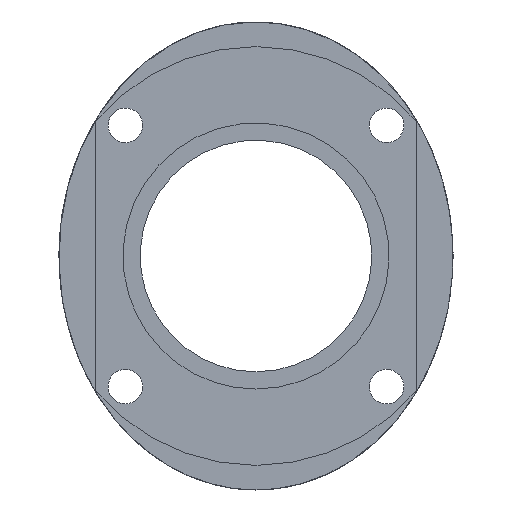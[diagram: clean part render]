
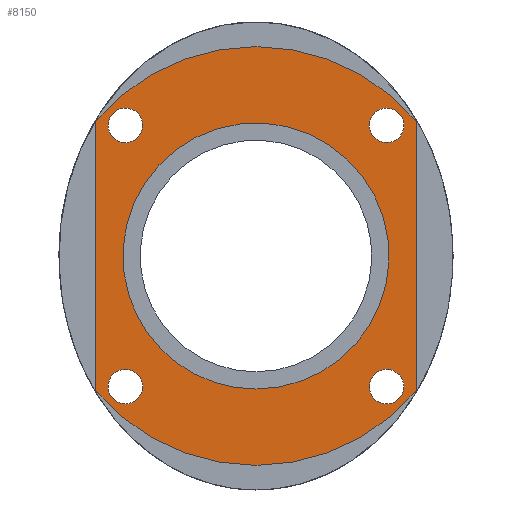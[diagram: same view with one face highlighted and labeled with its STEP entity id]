
A CAD part, left-side view. The second image highlights one B-rep face of the part: STEP entity #8150.
In plain terms, the highlighted planar face has unit normal (-1, 0, 0).
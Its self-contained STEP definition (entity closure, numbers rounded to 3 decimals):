
#7622=CARTESIAN_POINT('POINT447',(80.,
   -51.688,35.632));
#7623=VERTEX_POINT('VERTEX447',#7622);
#7631=CARTESIAN_POINT('POINT448',(80.,
   0.,-34.));
#7632=VERTEX_POINT('VERTEX448',#7631);
#7638=CARTESIAN_POINT('POS337',(80.,
   0.,20.));
#7639=DIRECTION('DIR544',(1.,0.,
   0.));
#7640=DIRECTION('DIR545',(0.,0.957,
   -0.289));
#7641=AXIS2_PLACEMENT_3D('AXIS208',#7638,#7639,#7640);
#7642=CIRCLE('ELLIPSE119',#7641,54.);
#7643=EDGE_CURVE('EDGE670',#7623,#7632,#7642,.T.);
#7653=CARTESIAN_POINT('POINT449',(80.,
   51.688,4.368));
#7654=VERTEX_POINT('VERTEX449',#7653);
#7663=EDGE_CURVE('EDGE672',#7654,#7623,#7642,.T.);
#7669=EDGE_CURVE('EDGE673',#7632,#7654,#7642,.T.);
#7678=CARTESIAN_POINT('POINT451',(80.,
   -59.204,69.728));
#7679=VERTEX_POINT('VERTEX451',#7678);
#7686=CARTESIAN_POINT('POINT452',(80.,
   -57.983,77.983));
#7687=VERTEX_POINT('VERTEX452',#7686);
#7688=CARTESIAN_POINT('POS341',(80.,
   -53.033,73.033));
#7689=DIRECTION('DIR550',(1.,0.,
   0.));
#7690=DIRECTION('DIR551',(0.,-0.882,
   -0.472));
#7691=AXIS2_PLACEMENT_3D('AXIS210',#7688,#7689,#7690);
#7692=CIRCLE('ELLIPSE120',#7691,7.);
#7693=EDGE_CURVE('EDGE675',#7687,#7679,#7692,.T.);
#7722=CARTESIAN_POINT('POINT455',(80.,
   -46.862,76.338));
#7723=VERTEX_POINT('VERTEX455',#7722);
#7730=EDGE_CURVE('EDGE680',#7679,#7723,#7692,.T.);
#7739=EDGE_CURVE('EDGE682',#7723,#7687,#7692,.T.);
#7746=CARTESIAN_POINT('POINT457',(80.,
   -49.728,-39.204));
#7747=VERTEX_POINT('VERTEX457',#7746);
#7754=CARTESIAN_POINT('POINT458',(80.,
   -57.983,-37.983));
#7755=VERTEX_POINT('VERTEX458',#7754);
#7756=CARTESIAN_POINT('POS346',(80.,
   -53.033,-33.033));
#7757=DIRECTION('DIR558',(1.,0.,
   0.));
#7758=DIRECTION('DIR559',(0.,0.472,
   -0.882));
#7759=AXIS2_PLACEMENT_3D('AXIS213',#7756,#7757,#7758);
#7760=CIRCLE('ELLIPSE122',#7759,7.);
#7761=EDGE_CURVE('EDGE684',#7755,#7747,#7760,.T.);
#7790=CARTESIAN_POINT('POINT461',(80.,
   -56.338,-26.862));
#7791=VERTEX_POINT('VERTEX461',#7790);
#7798=EDGE_CURVE('EDGE689',#7747,#7791,#7760,.T.);
#7807=EDGE_CURVE('EDGE691',#7791,#7755,#7760,.T.);
#7814=CARTESIAN_POINT('POINT463',(80.,
   59.204,-29.728));
#7815=VERTEX_POINT('VERTEX463',#7814);
#7822=CARTESIAN_POINT('POINT464',(80.,
   57.983,-37.983));
#7823=VERTEX_POINT('VERTEX464',#7822);
#7824=CARTESIAN_POINT('POS351',(80.,
   53.033,-33.033));
#7825=DIRECTION('DIR566',(1.,0.,
   0.));
#7826=DIRECTION('DIR567',(0.,0.882,
   0.472));
#7827=AXIS2_PLACEMENT_3D('AXIS216',#7824,#7825,#7826);
#7828=CIRCLE('ELLIPSE124',#7827,7.);
#7829=EDGE_CURVE('EDGE693',#7823,#7815,#7828,.T.);
#7858=CARTESIAN_POINT('POINT467',(80.,
   46.862,-36.338));
#7859=VERTEX_POINT('VERTEX467',#7858);
#7866=EDGE_CURVE('EDGE698',#7815,#7859,#7828,.T.);
#7875=EDGE_CURVE('EDGE700',#7859,#7823,#7828,.T.);
#7939=CARTESIAN_POINT('POINT471',(80.,
   -65.033,74.733));
#7940=VERTEX_POINT('VERTEX471',#7939);
#7958=CARTESIAN_POINT('POINT474',(80.,
   65.033,74.733));
#7959=VERTEX_POINT('VERTEX474',#7958);
#7966=CARTESIAN_POINT('POS362',(80.,
   0.,20.));
#7967=DIRECTION('DIR585',(-1.,0.,
   0.));
#7968=DIRECTION('DIR586',(0.,1.,
   0.));
#7969=AXIS2_PLACEMENT_3D('AXIS224',#7966,#7967,#7968);
#7970=CIRCLE('ELLIPSE130',#7969,85.);
#7971=EDGE_CURVE('EDGE710',#7959,#7940,#7970,.F.);
#7989=CARTESIAN_POINT('POINT476',(80.,
   65.033,-34.733));
#7990=VERTEX_POINT('VERTEX476',#7989);
#7997=CARTESIAN_POINT('POS366',(80.,
   65.033,20.));
#7998=DIRECTION('DIR591',(0.,0.,
   -1.));
#7999=VECTOR('VEC141',#7998,1.);
#8000=LINE('STRAIGHT141',#7997,#7999);
#8001=EDGE_CURVE('EDGE713',#7959,#7990,#8000,.T.);
#8022=CARTESIAN_POINT('POINT478',(80.,
   0.,-65.));
#8023=VERTEX_POINT('VERTEX478',#8022);
#8029=CARTESIAN_POINT('POS369',(80.,
   0.,20.));
#8030=DIRECTION('DIR596',(1.,0.,
   0.));
#8031=DIRECTION('DIR597',(0.,-0.907,
   -0.422));
#8032=AXIS2_PLACEMENT_3D('AXIS228',#8029,#8030,#8031);
#8033=CIRCLE('ELLIPSE132',#8032,85.);
#8034=EDGE_CURVE('EDGE716',#8023,#7990,#8033,.T.);
#8046=CARTESIAN_POINT('POINT480',(80.,
   -65.033,-34.733));
#8047=VERTEX_POINT('VERTEX480',#8046);
#8054=CARTESIAN_POINT('POS372',(80.,
   0.,20.));
#8055=DIRECTION('DIR601',(-1.,0.,
   0.));
#8056=DIRECTION('DIR602',(0.,-0.907,
   0.422));
#8057=AXIS2_PLACEMENT_3D('AXIS230',#8054,#8055,#8056);
#8058=CIRCLE('ELLIPSE133',#8057,85.);
#8059=EDGE_CURVE('EDGE718',#8047,#8023,#8058,.F.);
#8084=CARTESIAN_POINT('POS376',(80.,
   -65.033,20.));
#8085=DIRECTION('DIR608',(0.,0.,
   -1.));
#8086=VECTOR('VEC144',#8085,1.);
#8087=LINE('STRAIGHT144',#8084,#8086);
#8088=EDGE_CURVE('EDGE721',#8047,#7940,#8087,.F.);
#8099=ORIENTED_EDGE('COEDGE1409',*,*,#8088,.T.);
#8100=ORIENTED_EDGE('COEDGE1410',*,*,#7971,.F.);
#8101=ORIENTED_EDGE('COEDGE1411',*,*,#8001,.T.);
#8102=ORIENTED_EDGE('COEDGE1412',*,*,#8034,.F.);
#8103=ORIENTED_EDGE('COEDGE1413',*,*,#8059,.F.);
#8104=EDGE_LOOP('NONE',(#8099,#8100,#8101,#8102,#8103));
#8105=FACE_BOUND('LOOP1',#8104,.T.);
#8106=CARTESIAN_POINT('POINT481',(80.,
   57.983,77.983));
#8107=VERTEX_POINT('VERTEX481',#8106);
#8108=CARTESIAN_POINT('POINT482',(80.,
   49.728,79.204));
#8109=VERTEX_POINT('VERTEX482',#8108);
#8110=CARTESIAN_POINT('POS378',(80.,
   53.033,73.033));
#8111=DIRECTION('DIR611',(1.,0.,
   0.));
#8112=DIRECTION('DIR612',(0.,-0.472,
   0.882));
#8113=AXIS2_PLACEMENT_3D('AXIS234',#8110,#8111,#8112);
#8114=CIRCLE('ELLIPSE135',#8113,7.);
#8115=EDGE_CURVE('EDGE722',#8107,#8109,#8114,.T.);
#8116=ORIENTED_EDGE('COEDGE1414',*,*,#8115,.T.);
#8117=CARTESIAN_POINT('POINT483',(80.,
   56.338,66.862));
#8118=VERTEX_POINT('VERTEX483',#8117);
#8119=EDGE_CURVE('EDGE723',#8109,#8118,#8114,.T.);
#8120=ORIENTED_EDGE('COEDGE1415',*,*,#8119,.T.);
#8121=EDGE_CURVE('EDGE724',#8118,#8107,#8114,.T.);
#8122=ORIENTED_EDGE('COEDGE1416',*,*,#8121,.T.);
#8123=EDGE_LOOP('NONE',(#8116,#8120,#8122));
#8124=FACE_BOUND('LOOP1',#8123,.T.);
#8125=ORIENTED_EDGE('COEDGE1417',*,*,#7693,.T.);
#8126=ORIENTED_EDGE('COEDGE1418',*,*,#7730,.T.);
#8127=ORIENTED_EDGE('COEDGE1419',*,*,#7739,.T.);
#8128=EDGE_LOOP('NONE',(#8125,#8126,#8127));
#8129=FACE_BOUND('LOOP1',#8128,.T.);
#8130=ORIENTED_EDGE('COEDGE1420',*,*,#7761,.T.);
#8131=ORIENTED_EDGE('COEDGE1421',*,*,#7798,.T.);
#8132=ORIENTED_EDGE('COEDGE1422',*,*,#7807,.T.);
#8133=EDGE_LOOP('NONE',(#8130,#8131,#8132));
#8134=FACE_BOUND('LOOP1',#8133,.T.);
#8135=ORIENTED_EDGE('COEDGE1423',*,*,#7829,.T.);
#8136=ORIENTED_EDGE('COEDGE1424',*,*,#7866,.T.);
#8137=ORIENTED_EDGE('COEDGE1425',*,*,#7875,.T.);
#8138=EDGE_LOOP('NONE',(#8135,#8136,#8137));
#8139=FACE_BOUND('LOOP1',#8138,.T.);
#8140=ORIENTED_EDGE('COEDGE1426',*,*,#7669,.T.);
#8141=ORIENTED_EDGE('COEDGE1427',*,*,#7663,.T.);
#8142=ORIENTED_EDGE('COEDGE1428',*,*,#7643,.T.);
#8143=EDGE_LOOP('NONE',(#8140,#8141,#8142));
#8144=FACE_BOUND('LOOP1',#8143,.T.);
#8145=CARTESIAN_POINT('POS379',(80.,
   0.,20.));
#8146=DIRECTION('DIR613',(-1.,0.,
   0.));
#8147=DIRECTION('DIR614',(0.,0.955,
   0.295));
#8148=AXIS2_PLACEMENT_3D('AXIS235',#8145,#8146,#8147);
#8149=PLANE('PLANE38',#8148);
#8150=ADVANCED_FACE('FACE265',(#8105,#8124,#8129,#8134,#8139,#8144),
   #8149,.T.);
